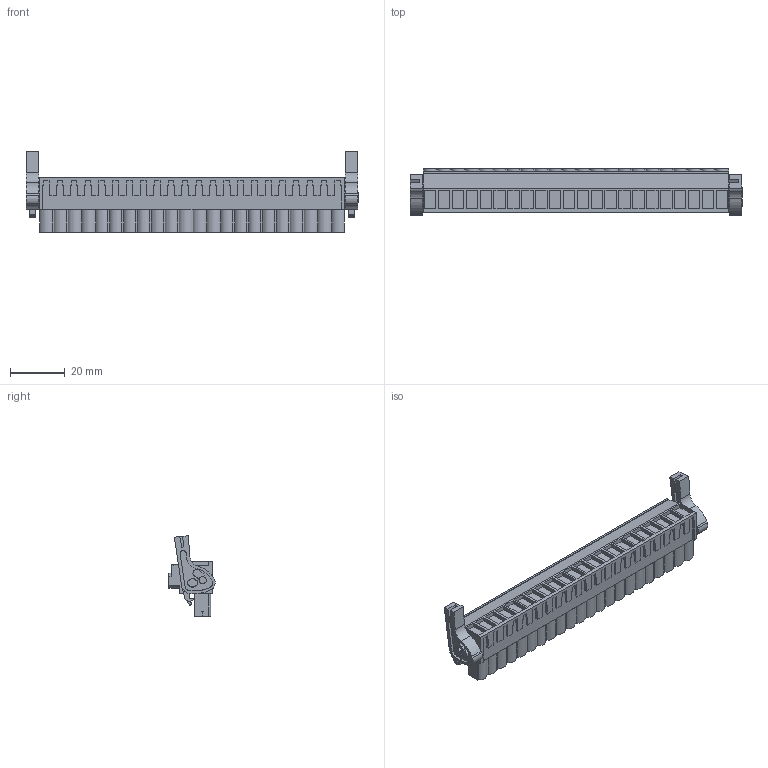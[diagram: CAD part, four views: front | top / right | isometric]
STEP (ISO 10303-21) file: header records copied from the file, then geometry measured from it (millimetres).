
FILE_DESCRIPTION(('CATIA V5 STEP','CAx-IF Rec.Pracs.--- Model Styling and Organization---1.2---2011-12-15'),'2;1');
FILE_NAME ('D1459993_0_1945030000_1945030000.stp','2017-05-22T13:32:48+00:00',('none'),('Weidmueller'),'CATIA Version 5-6 Release 2014','CATIA V5 STEP AP214','none');
FILE_SCHEMA(('AUTOMOTIVE_DESIGN { 1 0 10303 214 1 1 1 1 }'));
Length unit declared in the file: millimetre
Products named in the file (1): 1945030000
Bounding box: 121.46 x 16.91 x 29.52 mm (x, y, z)
Volume: 21922.8 mm3; surface area: 14641.2 mm2
Topology: 25 solids, 25 shells, 1586 faces, 4473 edges, 3036 vertices
Faces by surface type: plane 1314, cylinder 232, extrusion 40
Entity records: 47123 total; most frequent: CARTESIAN_POINT 9126, ORIENTED_EDGE 8946, DIRECTION 5951, EDGE_CURVE 4473, VECTOR 3867, LINE 3827, VERTEX_POINT 3036, EDGE_LOOP 1693
